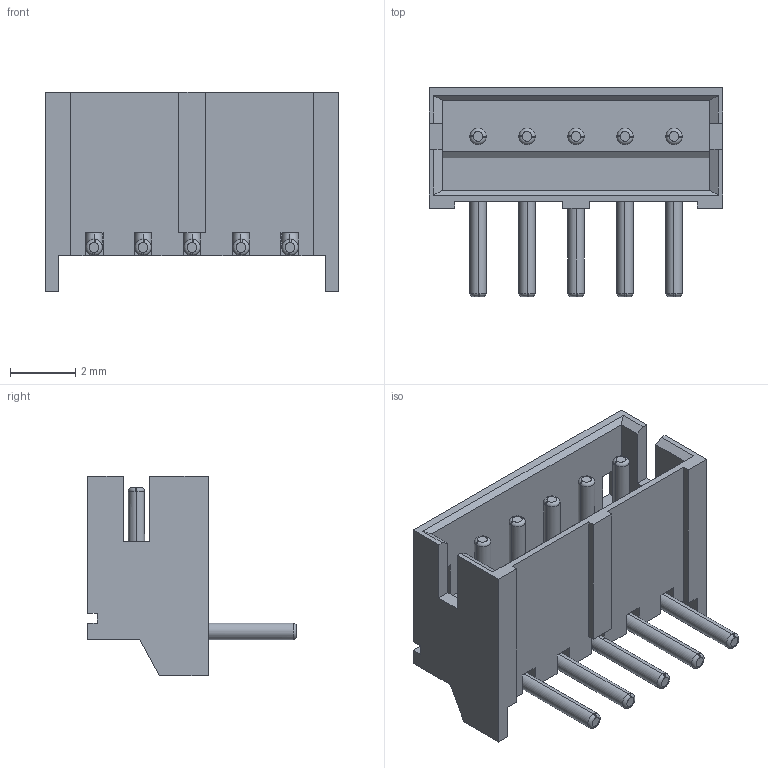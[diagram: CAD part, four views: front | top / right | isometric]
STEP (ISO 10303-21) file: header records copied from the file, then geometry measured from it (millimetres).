
FILE_DESCRIPTION(('STEP AP242'),'1');
FILE_NAME('x1502wr-05k-n0sn.stp','2023-01-07T05:47:59',('TraceParts'),('TraceParts S.A.'),'Spatial InterOp 3D',' ',' ');
FILE_SCHEMA(('AP242_MANAGED_MODEL_BASED_3D_ENGINEERING_MIM_LF {1 0 10303 442 1 1 4}'));
Length unit declared in the file: millimetre
Products named in the file (1): x1502wr-05k-n0sn
Bounding box: 9 x 6.4 x 6.1 mm (x, y, z)
Volume: 80.7 mm3; surface area: 351.8 mm2
Topology: 1 solids, 1 shells, 156 faces, 408 edges, 262 vertices
Faces by surface type: plane 84, torus 50, cylinder 22
Entity records: 4929 total; most frequent: CARTESIAN_POINT 947, DIRECTION 866, ORIENTED_EDGE 816, EDGE_CURVE 408, AXIS2_PLACEMENT_3D 311, VERTEX_POINT 262, LINE 244, VECTOR 244
